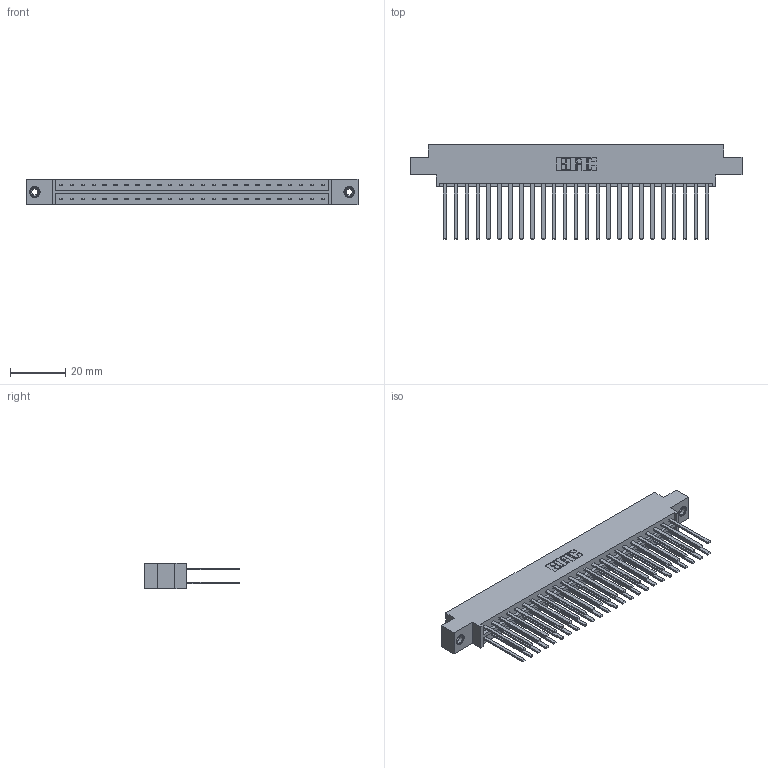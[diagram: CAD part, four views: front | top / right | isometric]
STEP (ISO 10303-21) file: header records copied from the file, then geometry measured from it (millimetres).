
FILE_DESCRIPTION (( 'STEP AP203' ), '1' );
FILE_NAME ('833-050-544-808.STEP', '2020-06-04T17:55:08', ( '' ), ( '' ), 'SwSTEP 2.0', 'SolidWorks 2020', '' );
FILE_SCHEMA (( 'CONFIG_CONTROL_DESIGN' ));
Length unit declared in the file: inch
Products named in the file (4): 345-250-001_345-250-003-102; 345-292-001_345-293-144; 833 Part_Offset - .156 Dia - TI; 833-050-544-808
Assembly tree (53 placements, depth 2):
  833-050-544-808
    833 Part_Offset - .156 Dia - TI
    345-292-001_345-293-144  x50
    345-250-001_345-250-003-102  x2
Bounding box: 120.6 x 34.3 x 9.4 mm (x, y, z)
Volume: 12620.1 mm3; surface area: 17236.8 mm2
Topology: 53 solids, 53 shells, 2478 faces, 7309 edges, 4798 vertices
Faces by surface type: plane 1706, cylinder 756, cone 12, torus 4
Entity records: 19416 total; most frequent: CARTESIAN_POINT 3221, ORIENTED_EDGE 3150, DIRECTION 2809, EDGE_CURVE 1575, LINE 1431, VECTOR 1431, VERTEX_POINT 1044, AXIS2_PLACEMENT_3D 689
